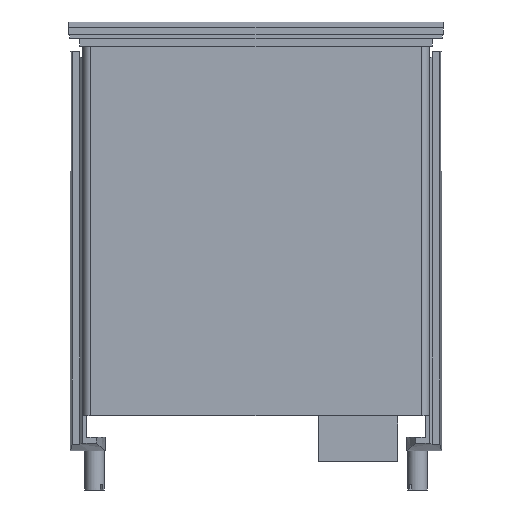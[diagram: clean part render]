
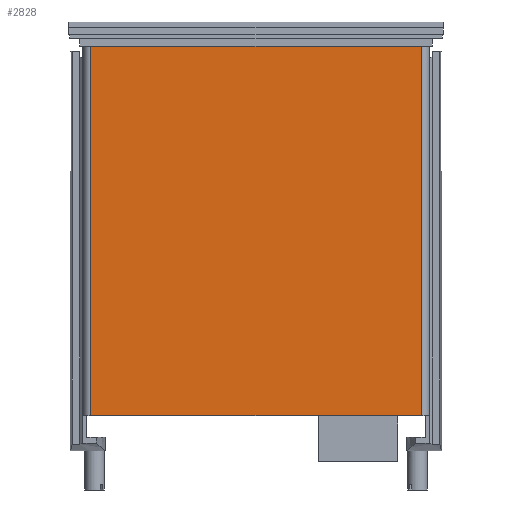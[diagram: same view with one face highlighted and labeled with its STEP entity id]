
A CAD part, front view. The second image highlights one B-rep face of the part: STEP entity #2828.
In plain terms, the highlighted planar face has unit normal (0, -1, 0).
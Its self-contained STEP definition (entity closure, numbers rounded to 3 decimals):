
#2808=AXIS2_PLACEMENT_3D('Plane Axis2P3D',#2805,#2806,#2807) ;
#761=CARTESIAN_POINT('Vertex',(90.4,3.1,19.)) ;
#764=CARTESIAN_POINT('Line Origine',(48.,3.1,19.)) ;
#768=CARTESIAN_POINT('Vertex',(5.6,3.1,19.)) ;
#2788=CARTESIAN_POINT('Vertex',(90.4,3.1,113.8)) ;
#2791=CARTESIAN_POINT('Line Origine',(90.4,3.1,67.01)) ;
#2805=CARTESIAN_POINT('Axis2P3D Location',(90.4,3.1,19.)) ;
#2810=CARTESIAN_POINT('Line Origine',(48.,3.1,113.8)) ;
#2814=CARTESIAN_POINT('Vertex',(5.6,3.1,113.8)) ;
#2817=CARTESIAN_POINT('Line Origine',(5.6,3.1,66.4)) ;
#765=DIRECTION('Vector Direction',(-1.,0.,0.)) ;
#2792=DIRECTION('Vector Direction',(0.,0.,-1.)) ;
#2806=DIRECTION('Axis2P3D Direction',(0.,1.,0.)) ;
#2807=DIRECTION('Axis2P3D XDirection',(-1.,0.,0.)) ;
#2811=DIRECTION('Vector Direction',(-1.,0.,0.)) ;
#2818=DIRECTION('Vector Direction',(0.,0.,1.)) ;
#766=VECTOR('Line Direction',#765,1.) ;
#2793=VECTOR('Line Direction',#2792,1.) ;
#2812=VECTOR('Line Direction',#2811,1.) ;
#2819=VECTOR('Line Direction',#2818,1.) ;
#2823=ORIENTED_EDGE('',*,*,#2816,.T.) ;
#2824=ORIENTED_EDGE('',*,*,#2821,.F.) ;
#2825=ORIENTED_EDGE('',*,*,#770,.F.) ;
#2826=ORIENTED_EDGE('',*,*,#2795,.T.) ;
#2828=ADVANCED_FACE('ACT20D',(#2827),#2809,.F.) ;
#770=EDGE_CURVE('',#762,#769,#767,.T.) ;
#2795=EDGE_CURVE('',#762,#2789,#2794,.F.) ;
#2816=EDGE_CURVE('',#2789,#2815,#2813,.T.) ;
#2821=EDGE_CURVE('',#769,#2815,#2820,.T.) ;
#2822=EDGE_LOOP('',(#2823,#2824,#2825,#2826)) ;
#2827=FACE_OUTER_BOUND('',#2822,.T.) ;
#767=LINE('Line',#764,#766) ;
#2794=LINE('Line',#2791,#2793) ;
#2813=LINE('Line',#2810,#2812) ;
#2820=LINE('Line',#2817,#2819) ;
#2809=PLANE('',#2808) ;
#762=VERTEX_POINT('',#761) ;
#769=VERTEX_POINT('',#768) ;
#2789=VERTEX_POINT('',#2788) ;
#2815=VERTEX_POINT('',#2814) ;
